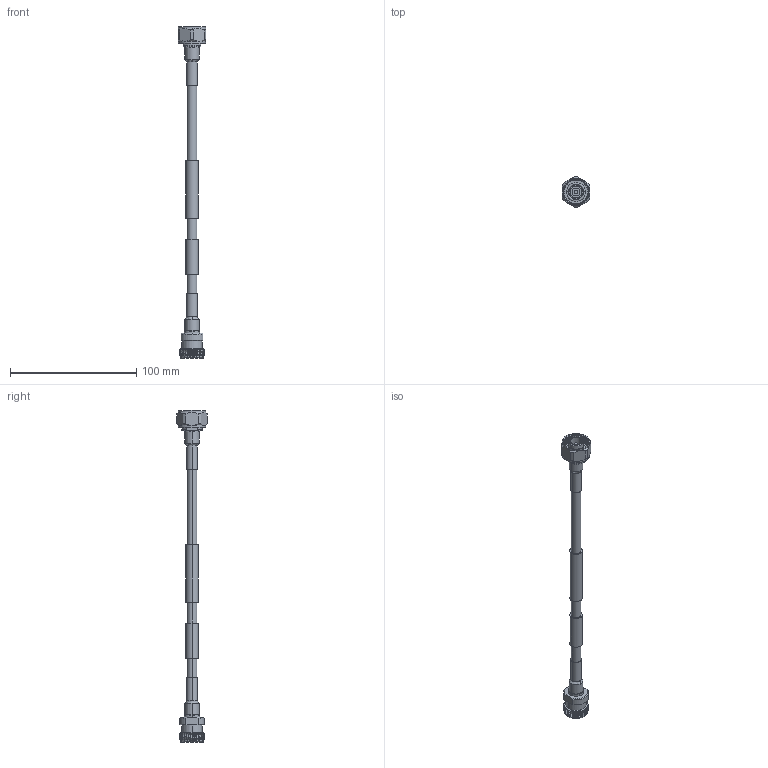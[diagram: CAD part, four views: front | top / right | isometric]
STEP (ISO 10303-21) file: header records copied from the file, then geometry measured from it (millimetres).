
FILE_DESCRIPTION (( 'STEP AP214' ), '1' );
FILE_NAME ('PE3C7821.step', '2021-02-09T19:13:08', ( '' ), ( '' ), 'SwSTEP 2.0', 'SolidWorks 2018', '' );
FILE_SCHEMA (( 'AUTOMOTIVE_DESIGN' ));
Length unit declared in the file: inch
Products named in the file (5): Heat Shrink^PE3C7821; PE45652^PE3C7821; PE-1/4SFHC^PE3C7821; PE3C7821; PE45650^PE3C7821
Assembly tree (5 placements, depth 2):
  PE3C7821
    PE-1/4SFHC^PE3C7821
    Heat Shrink^PE3C7821  x2
    PE45650^PE3C7821
    PE45652^PE3C7821
Bounding box: 22 x 24.02 x 263.28 mm (x, y, z)
Volume: 23018.9 mm3; surface area: 13328.5 mm2
Topology: 6 solids, 6 shells, 236 faces, 560 edges, 356 vertices
Faces by surface type: cylinder 114, plane 62, cone 39, bspline 13, torus 8
Entity records: 10814 total; most frequent: CARTESIAN_POINT 5503, ORIENTED_EDGE 1084, DIRECTION 1057, EDGE_CURVE 542, AXIS2_PLACEMENT_3D 438, VERTEX_POINT 344, EDGE_LOOP 254, ADVANCED_FACE 228
